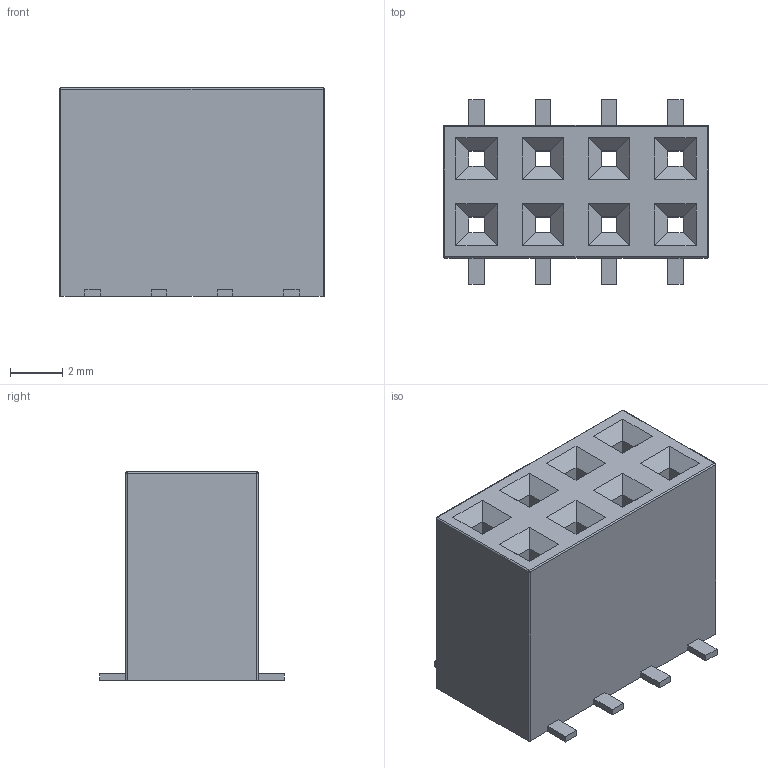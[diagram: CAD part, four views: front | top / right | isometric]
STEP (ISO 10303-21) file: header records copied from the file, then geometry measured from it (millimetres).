
FILE_DESCRIPTION (( 'STEP AP214' ), '1' );
FILE_NAME ('IDC8-2.54-2.STEP', '2012-08-27T03:21:49', ( 'User' ), ( 'Microsoft' ), 'SwSTEP 2.0', 'SolidWorks 2011', '' );
FILE_SCHEMA (( 'AUTOMOTIVE_DESIGN' ));
Length unit declared in the file: millimetre
Products named in the file (1): IDC8-2.54-2
Bounding box: 10.16 x 7.08 x 8 mm (x, y, z)
Volume: 383.6 mm3; surface area: 502.5 mm2
Topology: 1 solids, 1 shells, 146 faces, 360 edges, 212 vertices
Faces by surface type: plane 134, cylinder 8, sphere 4
Entity records: 5076 total; most frequent: CARTESIAN_POINT 715, ORIENTED_EDGE 712, DIRECTION 666, EDGE_CURVE 356, VECTOR 340, LINE 340, VERTEX_POINT 212, AXIS2_PLACEMENT_3D 163
